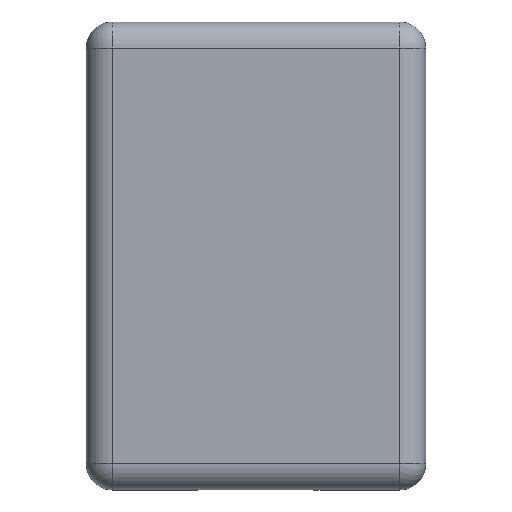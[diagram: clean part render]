
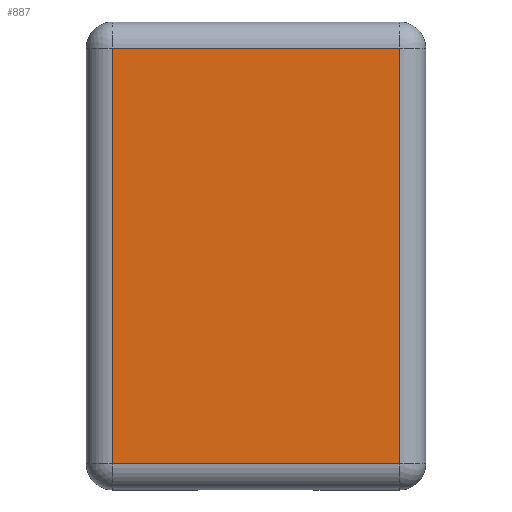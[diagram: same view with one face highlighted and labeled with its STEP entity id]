
A CAD part, top view. The second image highlights one B-rep face of the part: STEP entity #887.
In plain terms, the highlighted planar face has unit normal (0, 0, 1).
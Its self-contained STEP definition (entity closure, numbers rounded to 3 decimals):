
#61=PLANE('',#975);
#104=FACE_OUTER_BOUND('',#156,.T.);
#156=EDGE_LOOP('',(#727,#728,#729,#730));
#249=LINE('',#1428,#333);
#250=LINE('',#1430,#334);
#253=LINE('',#1446,#337);
#256=LINE('',#1479,#340);
#333=VECTOR('',#1135,10.);
#334=VECTOR('',#1138,10.);
#337=VECTOR('',#1143,10.);
#340=VECTOR('',#1148,10.);
#411=VERTEX_POINT('',#1397);
#412=VERTEX_POINT('',#1401);
#414=VERTEX_POINT('',#1406);
#419=VERTEX_POINT('',#1419);
#524=EDGE_CURVE('',#412,#419,#249,.T.);
#525=EDGE_CURVE('',#419,#414,#250,.T.);
#529=EDGE_CURVE('',#414,#411,#253,.T.);
#534=EDGE_CURVE('',#411,#412,#256,.T.);
#727=ORIENTED_EDGE('',*,*,#524,.F.);
#728=ORIENTED_EDGE('',*,*,#534,.F.);
#729=ORIENTED_EDGE('',*,*,#529,.F.);
#730=ORIENTED_EDGE('',*,*,#525,.F.);
#887=ADVANCED_FACE('',(#104),#61,.T.);
#975=AXIS2_PLACEMENT_3D('',#1530,#1160,#1161);
#1135=DIRECTION('',(1.,0.,0.));
#1138=DIRECTION('',(0.,-1.,0.));
#1143=DIRECTION('',(-1.,0.,0.));
#1148=DIRECTION('',(0.,1.,0.));
#1160=DIRECTION('center_axis',(0.,0.,1.));
#1161=DIRECTION('ref_axis',(1.,0.,0.));
#1397=CARTESIAN_POINT('',(-11.,-14.425,5.916));
#1401=CARTESIAN_POINT('',(-11.,17.425,5.916));
#1406=CARTESIAN_POINT('',(11.,-14.425,5.916));
#1419=CARTESIAN_POINT('',(11.,17.425,5.916));
#1428=CARTESIAN_POINT('',(5.5,17.425,5.916));
#1430=CARTESIAN_POINT('',(11.,-6.463,5.916));
#1446=CARTESIAN_POINT('',(-5.5,-14.425,5.916));
#1479=CARTESIAN_POINT('',(-11.,9.463,5.916));
#1530=CARTESIAN_POINT('Origin',(0.,1.5,5.916));
